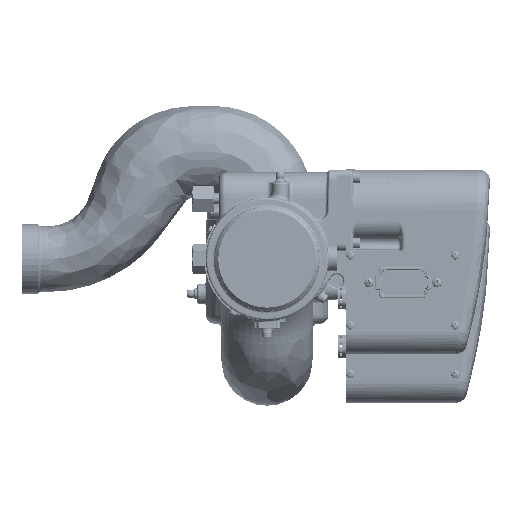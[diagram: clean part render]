
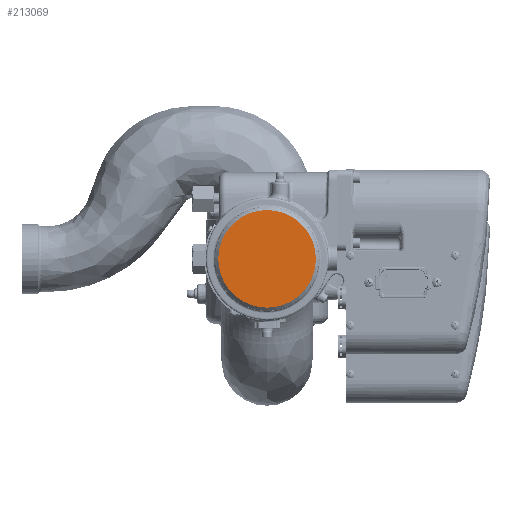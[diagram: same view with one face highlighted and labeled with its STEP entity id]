
A CAD part, front view. The second image highlights one B-rep face of the part: STEP entity #213069.
In plain terms, the highlighted planar face has unit normal (0, -1, 0).
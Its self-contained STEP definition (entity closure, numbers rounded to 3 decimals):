
#7206 = CIRCLE ( 'NONE', #111704, 35.408 ) ;
#17465 = VERTEX_POINT ( 'NONE', #115842 ) ;
#22649 = FACE_OUTER_BOUND ( 'NONE', #53786, .T. ) ;
#34277 = DIRECTION ( 'NONE',  ( 0., 1., 0. ) ) ;
#36970 = ORIENTED_EDGE ( 'NONE', *, *, #124456, .F. ) ;
#38791 = ORIENTED_EDGE ( 'NONE', *, *, #150498, .F. ) ;
#50384 = CARTESIAN_POINT ( 'NONE',  ( 35.408, -17.882, 0. ) ) ;
#53786 = EDGE_LOOP ( 'NONE', ( #36970, #38791 ) ) ;
#63767 = CIRCLE ( 'NONE', #190657, 35.408 ) ;
#76334 = DIRECTION ( 'NONE',  ( 0., 0., -1. ) ) ;
#99773 = VERTEX_POINT ( 'NONE', #50384 ) ;
#111704 = AXIS2_PLACEMENT_3D ( 'NONE', #207436, #34277, #228399 ) ;
#115842 = CARTESIAN_POINT ( 'NONE',  ( -35.408, -17.882, 0. ) ) ;
#121641 = DIRECTION ( 'NONE',  ( 0., 0., -1. ) ) ;
#124456 = EDGE_CURVE ( 'NONE', #99773, #17465, #63767, .T. ) ;
#126725 = DIRECTION ( 'NONE',  ( 0., -1., 0. ) ) ;
#145406 = PLANE ( 'NONE',  #153508 ) ;
#150498 = EDGE_CURVE ( 'NONE', #17465, #99773, #7206, .T. ) ;
#153508 = AXIS2_PLACEMENT_3D ( 'NONE', #216757, #126725, #76334 ) ;
#190657 = AXIS2_PLACEMENT_3D ( 'NONE', #208231, #192959, #121641 ) ;
#192959 = DIRECTION ( 'NONE',  ( 0., 1., 0. ) ) ;
#207436 = CARTESIAN_POINT ( 'NONE',  ( 0., -17.882, 0. ) ) ;
#208231 = CARTESIAN_POINT ( 'NONE',  ( 0., -17.882, 0. ) ) ;
#213069 = ADVANCED_FACE ( 'NONE', ( #22649 ), #145406, .T. ) ;
#216757 = CARTESIAN_POINT ( 'NONE',  ( 0., -17.882, 0. ) ) ;
#228399 = DIRECTION ( 'NONE',  ( 0., 0., -1. ) ) ;
